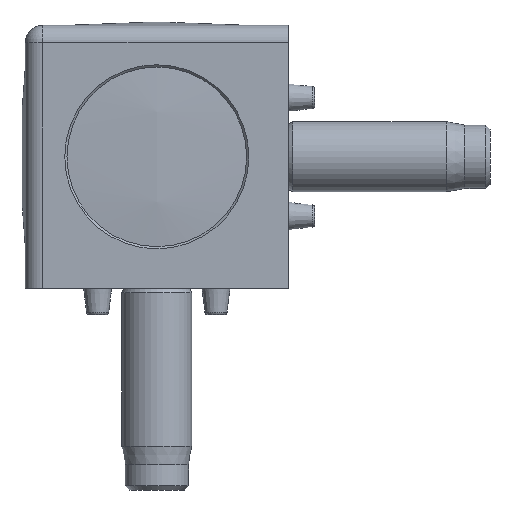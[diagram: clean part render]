
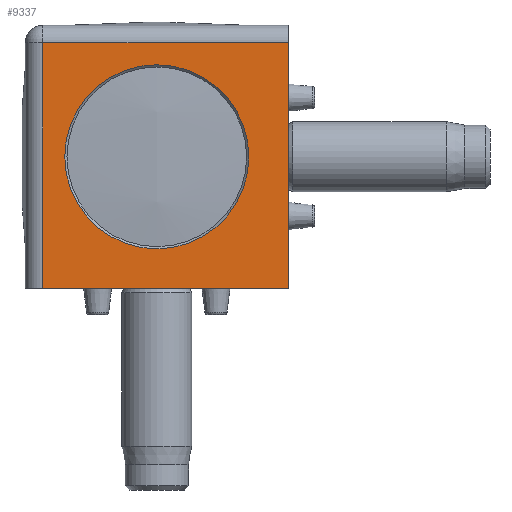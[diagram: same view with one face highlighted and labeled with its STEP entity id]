
A CAD part, front view. The second image highlights one B-rep face of the part: STEP entity #9337.
In plain terms, the highlighted planar face has unit normal (0, -1, 0).
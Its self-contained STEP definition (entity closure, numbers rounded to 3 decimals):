
#133=FACE_BOUND('',#2094,.T.);
#175=PLANE('',#10133);
#625=LINE('',#16215,#1057);
#647=LINE('',#16261,#1079);
#651=LINE('',#16269,#1083);
#652=LINE('',#16270,#1084);
#1057=VECTOR('',#11757,28.);
#1079=VECTOR('',#11789,28.);
#1083=VECTOR('',#11795,28.);
#1084=VECTOR('',#11796,28.);
#1578=FACE_OUTER_BOUND('',#2093,.T.);
#2093=EDGE_LOOP('',(#6592,#6593,#6594,#6595));
#2094=EDGE_LOOP('',(#6596,#6597));
#2891=CIRCLE('',#9966,10.5);
#2892=CIRCLE('',#9967,10.5);
#3558=VERTEX_POINT('',#15903);
#3559=VERTEX_POINT('',#15905);
#3674=VERTEX_POINT('',#16212);
#3675=VERTEX_POINT('',#16214);
#3694=VERTEX_POINT('',#16259);
#3697=VERTEX_POINT('',#16268);
#4607=EDGE_CURVE('',#3559,#3558,#2891,.T.);
#4608=EDGE_CURVE('',#3558,#3559,#2892,.T.);
#4763=EDGE_CURVE('',#3675,#3674,#625,.T.);
#4788=EDGE_CURVE('',#3694,#3674,#647,.T.);
#4792=EDGE_CURVE('',#3694,#3697,#651,.T.);
#4793=EDGE_CURVE('',#3697,#3675,#652,.T.);
#6592=ORIENTED_EDGE('',*,*,#4788,.F.);
#6593=ORIENTED_EDGE('',*,*,#4792,.T.);
#6594=ORIENTED_EDGE('',*,*,#4793,.T.);
#6595=ORIENTED_EDGE('',*,*,#4763,.T.);
#6596=ORIENTED_EDGE('',*,*,#4607,.T.);
#6597=ORIENTED_EDGE('',*,*,#4608,.T.);
#9337=ADVANCED_FACE('',(#1578,#133),#175,.F.);
#9966=AXIS2_PLACEMENT_3D('',#15906,#11402,#11403);
#9967=AXIS2_PLACEMENT_3D('',#15907,#11404,#11405);
#10133=AXIS2_PLACEMENT_3D('',#16267,#11793,#11794);
#11402=DIRECTION('center_axis',(0.,1.,0.));
#11403=DIRECTION('ref_axis',(0.,0.,1.));
#11404=DIRECTION('center_axis',(0.,1.,0.));
#11405=DIRECTION('ref_axis',(0.,0.,1.));
#11757=DIRECTION('',(1.,0.,0.));
#11789=DIRECTION('',(0.,0.,-1.));
#11793=DIRECTION('center_axis',(0.,1.,0.));
#11794=DIRECTION('ref_axis',(0.,0.,1.));
#11795=DIRECTION('',(-1.,0.,0.));
#11796=DIRECTION('',(0.,0.,-1.));
#15903=CARTESIAN_POINT('',(0.,-4.75,10.5));
#15905=CARTESIAN_POINT('',(0.,-4.75,-10.5));
#15906=CARTESIAN_POINT('Origin',(0.,-4.75,0.));
#15907=CARTESIAN_POINT('Origin',(0.,-4.75,0.));
#16212=CARTESIAN_POINT('',(15.,-4.75,-15.));
#16214=CARTESIAN_POINT('',(-13.,-4.75,-15.));
#16215=CARTESIAN_POINT('',(-13.,-4.75,-15.));
#16259=CARTESIAN_POINT('',(15.,-4.75,13.));
#16261=CARTESIAN_POINT('',(15.,-4.75,13.));
#16267=CARTESIAN_POINT('Origin',(-15.,-4.75,15.));
#16268=CARTESIAN_POINT('',(-13.,-4.75,13.));
#16269=CARTESIAN_POINT('',(15.,-4.75,13.));
#16270=CARTESIAN_POINT('',(-13.,-4.75,13.));
